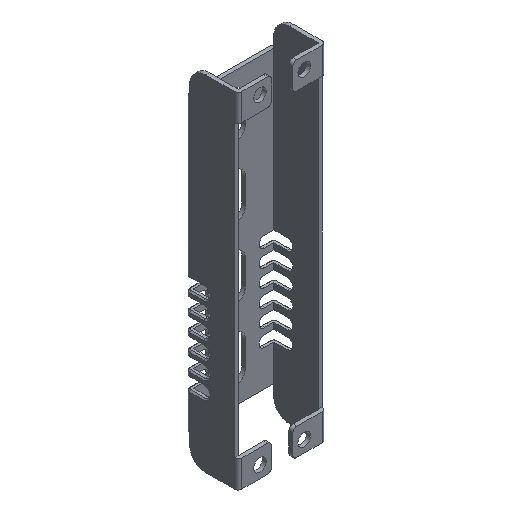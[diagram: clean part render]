
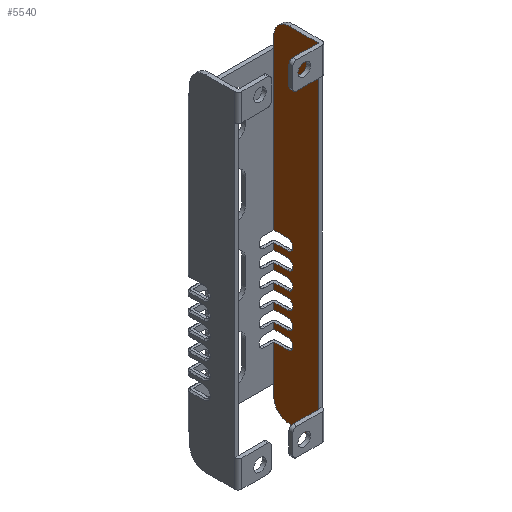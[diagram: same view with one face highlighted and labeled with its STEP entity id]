
A CAD part, isometric view. The second image highlights one B-rep face of the part: STEP entity #5540.
In plain terms, the highlighted planar face has unit normal (-1, 0, 0).
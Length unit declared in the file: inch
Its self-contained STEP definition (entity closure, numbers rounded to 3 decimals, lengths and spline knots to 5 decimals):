
#1413=CARTESIAN_POINT('',(0.64,-0.312,-2.5));
#1414=DIRECTION('',(-1.,0.,0.));
#1415=DIRECTION('',(0.,1.,0.));
#1416=AXIS2_PLACEMENT_3D('',#1413,#1414,#1415);
#1427=DIRECTION('',(0.,0.,1.));
#1428=VECTOR('',#1427,0.43);
#1429=CARTESIAN_POINT('',(0.64,-0.772,2.32));
#1430=LINE('',#1429,#1428);
#1431=DIRECTION('',(0.,0.,-1.));
#1432=VECTOR('',#1431,0.43);
#1433=CARTESIAN_POINT('',(0.64,-0.772,-2.32));
#1434=LINE('',#1433,#1432);
#1435=DIRECTION('',(0.,0.,1.));
#1436=VECTOR('',#1435,0.18);
#1437=CARTESIAN_POINT('',(0.64,-0.062,-2.5));
#1438=LINE('',#1437,#1436);
#1439=DIRECTION('',(0.,0.,1.));
#1440=VECTOR('',#1439,0.577);
#1441=CARTESIAN_POINT('',(0.64,-0.062,-2.32));
#1442=LINE('',#1441,#1440);
#1443=DIRECTION('',(0.,-1.,0.));
#1444=VECTOR('',#1443,0.218);
#1445=CARTESIAN_POINT('',(0.64,-0.062,-1.743));
#1446=LINE('',#1445,#1444);
#1447=CARTESIAN_POINT('',(0.64,-0.28,-1.655));
#1448=DIRECTION('',(1.,0.,0.));
#1449=DIRECTION('',(0.,0.,1.));
#1450=AXIS2_PLACEMENT_3D('',#1447,#1448,#1449);
#1452=DIRECTION('',(0.,-1.,0.));
#1453=VECTOR('',#1452,0.218);
#1454=CARTESIAN_POINT('',(0.64,-0.062,-1.567));
#1455=LINE('',#1454,#1453);
#1456=DIRECTION('',(0.,0.,1.));
#1457=VECTOR('',#1456,0.099);
#1458=CARTESIAN_POINT('',(0.64,-0.062,-1.567));
#1459=LINE('',#1458,#1457);
#1460=DIRECTION('',(0.,-1.,0.));
#1461=VECTOR('',#1460,0.218);
#1462=CARTESIAN_POINT('',(0.64,-0.062,-1.468));
#1463=LINE('',#1462,#1461);
#1464=CARTESIAN_POINT('',(0.64,-0.28,-1.38));
#1465=DIRECTION('',(1.,0.,0.));
#1466=DIRECTION('',(0.,0.,1.));
#1467=AXIS2_PLACEMENT_3D('',#1464,#1465,#1466);
#1469=DIRECTION('',(0.,-1.,0.));
#1470=VECTOR('',#1469,0.218);
#1471=CARTESIAN_POINT('',(0.64,-0.062,-1.292));
#1472=LINE('',#1471,#1470);
#1473=DIRECTION('',(0.,0.,1.));
#1474=VECTOR('',#1473,0.099);
#1475=CARTESIAN_POINT('',(0.64,-0.062,-1.292));
#1476=LINE('',#1475,#1474);
#1477=DIRECTION('',(0.,-1.,0.));
#1478=VECTOR('',#1477,0.218);
#1479=CARTESIAN_POINT('',(0.64,-0.062,-1.193));
#1480=LINE('',#1479,#1478);
#1481=CARTESIAN_POINT('',(0.64,-0.28,-1.105));
#1482=DIRECTION('',(1.,0.,0.));
#1483=DIRECTION('',(0.,0.,1.));
#1484=AXIS2_PLACEMENT_3D('',#1481,#1482,#1483);
#1486=DIRECTION('',(0.,-1.,0.));
#1487=VECTOR('',#1486,0.218);
#1488=CARTESIAN_POINT('',(0.64,-0.062,-1.017));
#1489=LINE('',#1488,#1487);
#1490=DIRECTION('',(0.,0.,1.));
#1491=VECTOR('',#1490,0.099);
#1492=CARTESIAN_POINT('',(0.64,-0.062,-1.017));
#1493=LINE('',#1492,#1491);
#1494=DIRECTION('',(0.,-1.,0.));
#1495=VECTOR('',#1494,0.218);
#1496=CARTESIAN_POINT('',(0.64,-0.062,-0.918));
#1497=LINE('',#1496,#1495);
#1498=CARTESIAN_POINT('',(0.64,-0.28,-0.83));
#1499=DIRECTION('',(1.,0.,0.));
#1500=DIRECTION('',(0.,0.,1.));
#1501=AXIS2_PLACEMENT_3D('',#1498,#1499,#1500);
#1503=DIRECTION('',(0.,-1.,0.));
#1504=VECTOR('',#1503,0.218);
#1505=CARTESIAN_POINT('',(0.64,-0.062,-0.742));
#1506=LINE('',#1505,#1504);
#1507=DIRECTION('',(0.,0.,1.));
#1508=VECTOR('',#1507,0.099);
#1509=CARTESIAN_POINT('',(0.64,-0.062,-0.742));
#1510=LINE('',#1509,#1508);
#1511=DIRECTION('',(0.,-1.,0.));
#1512=VECTOR('',#1511,0.218);
#1513=CARTESIAN_POINT('',(0.64,-0.062,-0.643));
#1514=LINE('',#1513,#1512);
#1515=CARTESIAN_POINT('',(0.64,-0.28,-0.555));
#1516=DIRECTION('',(1.,0.,0.));
#1517=DIRECTION('',(0.,0.,1.));
#1518=AXIS2_PLACEMENT_3D('',#1515,#1516,#1517);
#1520=DIRECTION('',(0.,-1.,0.));
#1521=VECTOR('',#1520,0.218);
#1522=CARTESIAN_POINT('',(0.64,-0.062,-0.467));
#1523=LINE('',#1522,#1521);
#1524=DIRECTION('',(0.,0.,1.));
#1525=VECTOR('',#1524,0.099);
#1526=CARTESIAN_POINT('',(0.64,-0.062,-0.467));
#1527=LINE('',#1526,#1525);
#1528=DIRECTION('',(0.,-1.,0.));
#1529=VECTOR('',#1528,0.218);
#1530=CARTESIAN_POINT('',(0.64,-0.062,-0.368));
#1531=LINE('',#1530,#1529);
#1532=CARTESIAN_POINT('',(0.64,-0.28,-0.28));
#1533=DIRECTION('',(1.,0.,0.));
#1534=DIRECTION('',(0.,0.,1.));
#1535=AXIS2_PLACEMENT_3D('',#1532,#1533,#1534);
#1537=DIRECTION('',(0.,-1.,0.));
#1538=VECTOR('',#1537,0.218);
#1539=CARTESIAN_POINT('',(0.64,-0.062,-0.192));
#1540=LINE('',#1539,#1538);
#1541=DIRECTION('',(0.,0.,1.));
#1542=VECTOR('',#1541,2.512);
#1543=CARTESIAN_POINT('',(0.64,-0.062,-0.192));
#1544=LINE('',#1543,#1542);
#1545=DIRECTION('',(0.,0.,-1.));
#1546=VECTOR('',#1545,0.18);
#1547=CARTESIAN_POINT('',(0.64,-0.062,2.5));
#1548=LINE('',#1547,#1546);
#1562=CARTESIAN_POINT('',(0.64,-0.312,2.5));
#1563=DIRECTION('',(-1.,0.,0.));
#1564=DIRECTION('',(0.,0.,1.));
#1565=AXIS2_PLACEMENT_3D('',#1562,#1563,#1564);
#1635=DIRECTION('',(0.,0.,1.));
#1636=VECTOR('',#1635,4.64);
#1637=CARTESIAN_POINT('',(0.64,-0.772,-2.32));
#1638=LINE('',#1637,#1636);
#1687=DIRECTION('',(0.,-1.,0.));
#1688=VECTOR('',#1687,0.46);
#1689=CARTESIAN_POINT('',(0.64,-0.312,-2.75));
#1690=LINE('',#1689,#1688);
#1815=DIRECTION('',(0.,-1.,0.));
#1816=VECTOR('',#1815,0.46);
#1817=CARTESIAN_POINT('',(0.64,-0.312,2.75));
#1818=LINE('',#1817,#1816);
#2865=CARTESIAN_POINT('',(0.64,-0.772,-2.32));
#2866=CARTESIAN_POINT('',(0.64,-0.772,-2.75));
#2867=VERTEX_POINT('',#2865);
#2868=VERTEX_POINT('',#2866);
#2869=CARTESIAN_POINT('',(0.64,-0.772,2.32));
#2871=VERTEX_POINT('',#2869);
#2943=CARTESIAN_POINT('',(0.64,-0.772,2.75));
#2944=VERTEX_POINT('',#2943);
#3009=CARTESIAN_POINT('',(0.64,-0.062,-1.743));
#3010=CARTESIAN_POINT('',(0.64,-0.28,-1.743));
#3011=VERTEX_POINT('',#3009);
#3012=VERTEX_POINT('',#3010);
#3013=CARTESIAN_POINT('',(0.64,-0.062,-1.567));
#3014=CARTESIAN_POINT('',(0.64,-0.28,-1.567));
#3015=VERTEX_POINT('',#3013);
#3016=VERTEX_POINT('',#3014);
#3082=CARTESIAN_POINT('',(0.64,-0.062,-2.32));
#3084=VERTEX_POINT('',#3082);
#3094=CARTESIAN_POINT('',(0.64,-0.062,2.32));
#3096=VERTEX_POINT('',#3094);
#3121=CARTESIAN_POINT('',(0.64,-0.062,-1.468));
#3122=CARTESIAN_POINT('',(0.64,-0.28,-1.468));
#3123=VERTEX_POINT('',#3121);
#3124=VERTEX_POINT('',#3122);
#3125=CARTESIAN_POINT('',(0.64,-0.062,-1.292));
#3126=CARTESIAN_POINT('',(0.64,-0.28,-1.292));
#3127=VERTEX_POINT('',#3125);
#3128=VERTEX_POINT('',#3126);
#3209=CARTESIAN_POINT('',(0.64,-0.062,-1.193));
#3210=CARTESIAN_POINT('',(0.64,-0.28,-1.193));
#3211=VERTEX_POINT('',#3209);
#3212=VERTEX_POINT('',#3210);
#3213=CARTESIAN_POINT('',(0.64,-0.062,-1.017));
#3214=CARTESIAN_POINT('',(0.64,-0.28,-1.017));
#3215=VERTEX_POINT('',#3213);
#3216=VERTEX_POINT('',#3214);
#3297=CARTESIAN_POINT('',(0.64,-0.062,-0.918));
#3298=CARTESIAN_POINT('',(0.64,-0.28,-0.918));
#3299=VERTEX_POINT('',#3297);
#3300=VERTEX_POINT('',#3298);
#3301=CARTESIAN_POINT('',(0.64,-0.062,-0.742));
#3302=CARTESIAN_POINT('',(0.64,-0.28,-0.742));
#3303=VERTEX_POINT('',#3301);
#3304=VERTEX_POINT('',#3302);
#3385=CARTESIAN_POINT('',(0.64,-0.062,-0.643));
#3386=CARTESIAN_POINT('',(0.64,-0.28,-0.643));
#3387=VERTEX_POINT('',#3385);
#3388=VERTEX_POINT('',#3386);
#3389=CARTESIAN_POINT('',(0.64,-0.062,-0.467));
#3390=CARTESIAN_POINT('',(0.64,-0.28,-0.467));
#3391=VERTEX_POINT('',#3389);
#3392=VERTEX_POINT('',#3390);
#3473=CARTESIAN_POINT('',(0.64,-0.062,-0.368));
#3474=CARTESIAN_POINT('',(0.64,-0.28,-0.368));
#3475=VERTEX_POINT('',#3473);
#3476=VERTEX_POINT('',#3474);
#3477=CARTESIAN_POINT('',(0.64,-0.062,-0.192));
#3478=CARTESIAN_POINT('',(0.64,-0.28,-0.192));
#3479=VERTEX_POINT('',#3477);
#3480=VERTEX_POINT('',#3478);
#3578=CARTESIAN_POINT('',(0.64,-0.062,2.5));
#3580=VERTEX_POINT('',#3578);
#3583=CARTESIAN_POINT('',(0.64,-0.312,2.75));
#3584=VERTEX_POINT('',#3583);
#3601=CARTESIAN_POINT('',(0.64,-0.062,-2.5));
#3603=VERTEX_POINT('',#3601);
#3605=CARTESIAN_POINT('',(0.64,-0.312,-2.75));
#3606=VERTEX_POINT('',#3605);
#5474=CARTESIAN_POINT('',(0.64,-0.062,-2.75));
#5475=DIRECTION('',(-1.,0.,0.));
#5476=DIRECTION('',(0.,-1.,0.));
#5477=AXIS2_PLACEMENT_3D('',#5474,#5475,#5476);
#5478=PLANE('',#5477);
#5480=ORIENTED_EDGE('',*,*,#5479,.F.);
#5482=ORIENTED_EDGE('',*,*,#5481,.T.);
#5484=ORIENTED_EDGE('',*,*,#5483,.F.);
#5486=ORIENTED_EDGE('',*,*,#5485,.F.);
#5488=ORIENTED_EDGE('',*,*,#5487,.T.);
#5490=ORIENTED_EDGE('',*,*,#5489,.F.);
#5491=ORIENTED_EDGE('',*,*,#5465,.F.);
#5492=ORIENTED_EDGE('',*,*,#5454,.T.);
#5493=ORIENTED_EDGE('',*,*,#3997,.T.);
#5495=ORIENTED_EDGE('',*,*,#5494,.T.);
#5497=ORIENTED_EDGE('',*,*,#5496,.F.);
#5499=ORIENTED_EDGE('',*,*,#5498,.F.);
#5500=ORIENTED_EDGE('',*,*,#3989,.T.);
#5502=ORIENTED_EDGE('',*,*,#5501,.T.);
#5504=ORIENTED_EDGE('',*,*,#5503,.F.);
#5506=ORIENTED_EDGE('',*,*,#5505,.F.);
#5507=ORIENTED_EDGE('',*,*,#3981,.T.);
#5509=ORIENTED_EDGE('',*,*,#5508,.T.);
#5511=ORIENTED_EDGE('',*,*,#5510,.F.);
#5513=ORIENTED_EDGE('',*,*,#5512,.F.);
#5514=ORIENTED_EDGE('',*,*,#3973,.T.);
#5516=ORIENTED_EDGE('',*,*,#5515,.T.);
#5518=ORIENTED_EDGE('',*,*,#5517,.F.);
#5520=ORIENTED_EDGE('',*,*,#5519,.F.);
#5521=ORIENTED_EDGE('',*,*,#3965,.T.);
#5523=ORIENTED_EDGE('',*,*,#5522,.T.);
#5525=ORIENTED_EDGE('',*,*,#5524,.F.);
#5527=ORIENTED_EDGE('',*,*,#5526,.F.);
#5528=ORIENTED_EDGE('',*,*,#3957,.T.);
#5530=ORIENTED_EDGE('',*,*,#5529,.T.);
#5532=ORIENTED_EDGE('',*,*,#5531,.F.);
#5534=ORIENTED_EDGE('',*,*,#5533,.F.);
#5535=ORIENTED_EDGE('',*,*,#3949,.T.);
#5537=ORIENTED_EDGE('',*,*,#5536,.F.);
#5538=EDGE_LOOP('',(#5480,#5482,#5484,#5486,#5488,#5490,#5491,#5492,#5493,#5495,
#5497,#5499,#5500,#5502,#5504,#5506,#5507,#5509,#5511,#5513,#5514,#5516,#5518,
#5520,#5521,#5523,#5525,#5527,#5528,#5530,#5532,#5534,#5535,#5537));
#5539=FACE_OUTER_BOUND('',#5538,.F.);
#5540=ADVANCED_FACE('',(#5539),#5478,.T.);
#1417=CIRCLE('',#1416,0.25);
#1451=CIRCLE('',#1450,0.088);
#1468=CIRCLE('',#1467,0.088);
#1485=CIRCLE('',#1484,0.088);
#1502=CIRCLE('',#1501,0.088);
#1519=CIRCLE('',#1518,0.088);
#1536=CIRCLE('',#1535,0.088);
#1566=CIRCLE('',#1565,0.25);
#3949=EDGE_CURVE('',#3479,#3096,#1544,.T.);
#3957=EDGE_CURVE('',#3391,#3475,#1527,.T.);
#3965=EDGE_CURVE('',#3303,#3387,#1510,.T.);
#3973=EDGE_CURVE('',#3215,#3299,#1493,.T.);
#3981=EDGE_CURVE('',#3127,#3211,#1476,.T.);
#3989=EDGE_CURVE('',#3015,#3123,#1459,.T.);
#3997=EDGE_CURVE('',#3084,#3011,#1442,.T.);
#5454=EDGE_CURVE('',#3603,#3084,#1438,.T.);
#5465=EDGE_CURVE('',#3603,#3606,#1417,.T.);
#5479=EDGE_CURVE('',#3584,#3580,#1566,.T.);
#5481=EDGE_CURVE('',#3584,#2944,#1818,.T.);
#5483=EDGE_CURVE('',#2871,#2944,#1430,.T.);
#5485=EDGE_CURVE('',#2867,#2871,#1638,.T.);
#5487=EDGE_CURVE('',#2867,#2868,#1434,.T.);
#5489=EDGE_CURVE('',#3606,#2868,#1690,.T.);
#5494=EDGE_CURVE('',#3011,#3012,#1446,.T.);
#5496=EDGE_CURVE('',#3016,#3012,#1451,.T.);
#5498=EDGE_CURVE('',#3015,#3016,#1455,.T.);
#5501=EDGE_CURVE('',#3123,#3124,#1463,.T.);
#5503=EDGE_CURVE('',#3128,#3124,#1468,.T.);
#5505=EDGE_CURVE('',#3127,#3128,#1472,.T.);
#5508=EDGE_CURVE('',#3211,#3212,#1480,.T.);
#5510=EDGE_CURVE('',#3216,#3212,#1485,.T.);
#5512=EDGE_CURVE('',#3215,#3216,#1489,.T.);
#5515=EDGE_CURVE('',#3299,#3300,#1497,.T.);
#5517=EDGE_CURVE('',#3304,#3300,#1502,.T.);
#5519=EDGE_CURVE('',#3303,#3304,#1506,.T.);
#5522=EDGE_CURVE('',#3387,#3388,#1514,.T.);
#5524=EDGE_CURVE('',#3392,#3388,#1519,.T.);
#5526=EDGE_CURVE('',#3391,#3392,#1523,.T.);
#5529=EDGE_CURVE('',#3475,#3476,#1531,.T.);
#5531=EDGE_CURVE('',#3480,#3476,#1536,.T.);
#5533=EDGE_CURVE('',#3479,#3480,#1540,.T.);
#5536=EDGE_CURVE('',#3580,#3096,#1548,.T.);
